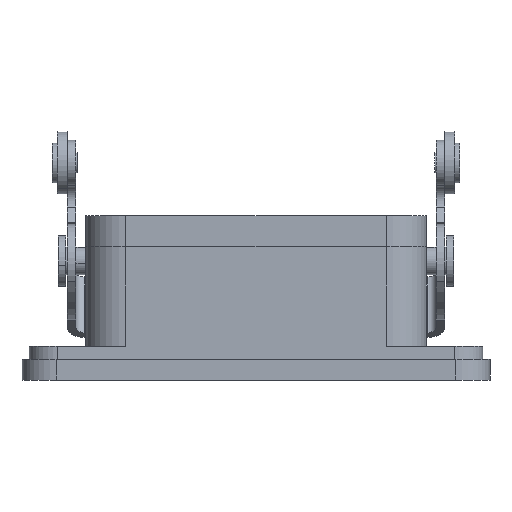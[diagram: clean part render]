
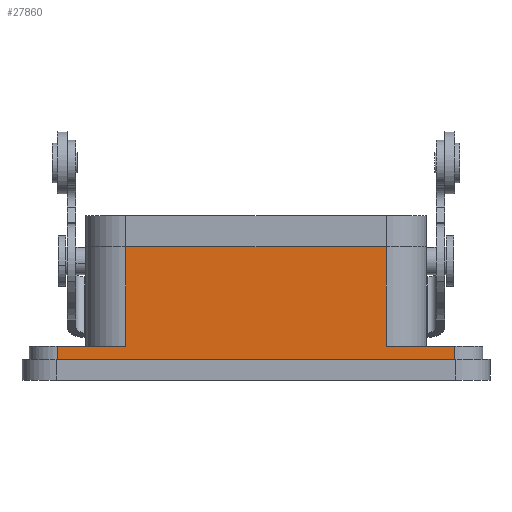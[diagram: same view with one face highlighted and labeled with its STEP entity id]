
A CAD part, front view. The second image highlights one B-rep face of the part: STEP entity #27860.
In plain terms, the highlighted face is planar.
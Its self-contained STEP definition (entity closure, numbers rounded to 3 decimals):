
#1930=CARTESIAN_POINT('',(52.898,95.557,-38.5));
#1940=DIRECTION('',(0.,1.,0.));
#1950=VECTOR('',#1940,1.);
#1960=LINE('',#1930,#1950);
#1970=CARTESIAN_POINT('',(52.898,89.057,-38.5));
#1980=VERTEX_POINT('',#1970);
#1990=CARTESIAN_POINT('',(52.898,106.557,-38.5));
#2000=VERTEX_POINT('',#1990);
#2010=EDGE_CURVE('',#1980,#2000,#1960,.T.);
#2500=CARTESIAN_POINT('',(6.898,89.057,-38.5));
#2510=VERTEX_POINT('',#2500);
#2540=CARTESIAN_POINT('',(6.898,95.557,-38.5));
#2550=DIRECTION('',(0.,1.,0.));
#2560=VECTOR('',#2550,1.);
#2570=LINE('',#2540,#2560);
#2580=CARTESIAN_POINT('',(6.898,106.557,-38.5));
#2590=VERTEX_POINT('',#2580);
#2600=EDGE_CURVE('',#2510,#2590,#2570,.T.);
#5440=CARTESIAN_POINT('',(64.898,106.557,-38.5));
#5450=VERTEX_POINT('',#5440);
#5480=CARTESIAN_POINT('',(-49.179,106.557,-38.5));
#5490=DIRECTION('',(-1.,0.,0.));
#5500=VECTOR('',#5490,1.);
#5510=LINE('',#5480,#5500);
#5520=EDGE_CURVE('',#5450,#2000,#5510,.T.);
#6490=CARTESIAN_POINT('',(11.321,106.557,-38.5));
#6500=DIRECTION('',(-1.,0.,0.));
#6510=VECTOR('',#6500,1.);
#6520=LINE('',#6490,#6510);
#6530=CARTESIAN_POINT('',(-5.102,106.557,-38.5));
#6540=VERTEX_POINT('',#6530);
#6550=EDGE_CURVE('',#2590,#6540,#6520,.T.);
#19530=CARTESIAN_POINT('',(-5.102,108.857,-38.5));
#19540=VERTEX_POINT('',#19530);
#19570=CARTESIAN_POINT('',(-8.679,108.857,-38.5));
#19580=DIRECTION('',(1.,0.,0.));
#19590=VECTOR('',#19580,1.);
#19600=LINE('',#19570,#19590);
#19610=CARTESIAN_POINT('',(64.898,108.857,-38.5));
#19620=VERTEX_POINT('',#19610);
#19630=EDGE_CURVE('',#19540,#19620,#19600,.T.);
#20710=CARTESIAN_POINT('',(64.898,95.557,-38.5));
#20720=DIRECTION('',(0.,1.,0.));
#20730=VECTOR('',#20720,1.);
#20740=LINE('',#20710,#20730);
#20750=EDGE_CURVE('',#5450,#19620,#20740,.T.);
#24780=CARTESIAN_POINT('',(78.148,110.557,-38.5));
#24790=DIRECTION('',(0.,0.,-1.));
#24800=DIRECTION('',(1.,0.,0.));
#24810=AXIS2_PLACEMENT_3D('',#24780,#24790,#24800);
#24820=PLANE('',#24810);
#24860=CARTESIAN_POINT('',(-8.679,89.057,-38.5));
#24870=DIRECTION('',(-1.,0.,0.));
#24880=VECTOR('',#24870,1.);
#24890=LINE('',#24860,#24880);
#24900=EDGE_CURVE('',#1980,#2510,#24890,.T.);
#25790=CARTESIAN_POINT('',(-5.102,95.557,-38.5));
#25800=DIRECTION('',(0.,1.,0.));
#25810=VECTOR('',#25800,1.);
#25820=LINE('',#25790,#25810);
#25830=EDGE_CURVE('',#6540,#19540,#25820,.T.);
#27760=ORIENTED_EDGE('',*,*,#6550,.T.);
#27770=ORIENTED_EDGE('',*,*,#2600,.T.);
#27780=ORIENTED_EDGE('',*,*,#24900,.T.);
#27790=ORIENTED_EDGE('',*,*,#2010,.F.);
#27800=ORIENTED_EDGE('',*,*,#5520,.T.);
#27810=ORIENTED_EDGE('',*,*,#20750,.F.);
#27820=ORIENTED_EDGE('',*,*,#19630,.T.);
#27830=ORIENTED_EDGE('',*,*,#25830,.T.);
#27840=EDGE_LOOP('',(#27830,#27820,#27810,#27800,#27790,#27780,#27770,
#27760));
#27850=FACE_OUTER_BOUND('',#27840,.T.);
#27860=ADVANCED_FACE('',(#27850),#24820,.T.);
